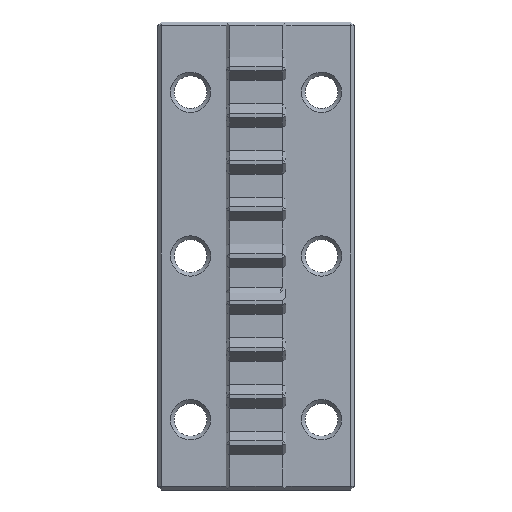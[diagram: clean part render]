
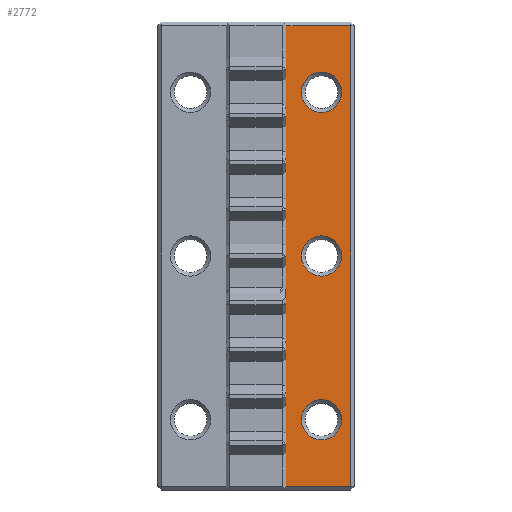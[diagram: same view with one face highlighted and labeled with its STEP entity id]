
A CAD part, top view. The second image highlights one B-rep face of the part: STEP entity #2772.
In plain terms, the highlighted planar face has unit normal (0, 0, 1).
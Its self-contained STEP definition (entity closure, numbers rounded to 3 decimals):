
#25=FACE_BOUND('',#360,.T.);
#26=FACE_BOUND('',#361,.T.);
#27=FACE_BOUND('',#362,.T.);
#38=CIRCLE('',#2955,2.15);
#39=CIRCLE('',#2957,2.15);
#40=CIRCLE('',#2958,2.15);
#192=FACE_OUTER_BOUND('',#359,.T.);
#359=EDGE_LOOP('',(#2299,#2300,#2301,#2302));
#360=EDGE_LOOP('',(#2303));
#361=EDGE_LOOP('',(#2304));
#362=EDGE_LOOP('',(#2305));
#522=LINE('',#3985,#881);
#707=LINE('',#4358,#1066);
#708=LINE('',#4360,#1067);
#709=LINE('',#4361,#1068);
#881=VECTOR('',#3180,10.);
#1066=VECTOR('',#3563,10.);
#1067=VECTOR('',#3564,10.);
#1068=VECTOR('',#3565,10.);
#1218=VERTEX_POINT('',#3982);
#1219=VERTEX_POINT('',#3984);
#1307=VERTEX_POINT('',#4353);
#1308=VERTEX_POINT('',#4357);
#1309=VERTEX_POINT('',#4359);
#1310=VERTEX_POINT('',#4362);
#1311=VERTEX_POINT('',#4364);
#1458=EDGE_CURVE('',#1219,#1218,#522,.T.);
#1644=EDGE_CURVE('',#1307,#1307,#38,.T.);
#1645=EDGE_CURVE('',#1219,#1308,#707,.T.);
#1646=EDGE_CURVE('',#1309,#1218,#708,.T.);
#1647=EDGE_CURVE('',#1308,#1309,#709,.T.);
#1648=EDGE_CURVE('',#1310,#1310,#39,.T.);
#1649=EDGE_CURVE('',#1311,#1311,#40,.T.);
#2299=ORIENTED_EDGE('',*,*,#1645,.F.);
#2300=ORIENTED_EDGE('',*,*,#1458,.T.);
#2301=ORIENTED_EDGE('',*,*,#1646,.F.);
#2302=ORIENTED_EDGE('',*,*,#1647,.F.);
#2303=ORIENTED_EDGE('',*,*,#1648,.F.);
#2304=ORIENTED_EDGE('',*,*,#1649,.F.);
#2305=ORIENTED_EDGE('',*,*,#1644,.F.);
#2622=PLANE('',#2956);
#2772=ADVANCED_FACE('',(#192,#25,#26,#27),#2622,.F.);
#2955=AXIS2_PLACEMENT_3D('',#4355,#3559,#3560);
#2956=AXIS2_PLACEMENT_3D('',#4356,#3561,#3562);
#2957=AXIS2_PLACEMENT_3D('',#4363,#3566,#3567);
#2958=AXIS2_PLACEMENT_3D('',#4365,#3568,#3569);
#3180=DIRECTION('',(0.,-1.,0.));
#3559=DIRECTION('center_axis',(0.,0.,1.));
#3560=DIRECTION('ref_axis',(-1.,0.,0.));
#3561=DIRECTION('center_axis',(0.,0.,-1.));
#3562=DIRECTION('ref_axis',(-1.,0.,0.));
#3563=DIRECTION('',(1.,0.,0.));
#3564=DIRECTION('',(-1.,0.,0.));
#3565=DIRECTION('',(0.,-1.,0.));
#3566=DIRECTION('center_axis',(0.,0.,1.));
#3567=DIRECTION('ref_axis',(-1.,0.,0.));
#3568=DIRECTION('center_axis',(0.,0.,1.));
#3569=DIRECTION('ref_axis',(-1.,0.,0.));
#3982=CARTESIAN_POINT('',(-35.8,0.4,-30.));
#3984=CARTESIAN_POINT('',(-35.8,49.6,-30.));
#3985=CARTESIAN_POINT('',(-35.8,12.5,-30.));
#4353=CARTESIAN_POINT('',(-29.85,42.5,-30.));
#4355=CARTESIAN_POINT('Origin',(-32.,42.5,-30.));
#4356=CARTESIAN_POINT('Origin',(-39.,25.,-30.));
#4357=CARTESIAN_POINT('',(-28.9,49.6,-30.));
#4358=CARTESIAN_POINT('',(-44.25,49.6,-30.));
#4359=CARTESIAN_POINT('',(-28.9,0.4,-30.));
#4360=CARTESIAN_POINT('',(-33.75,0.4,-30.));
#4361=CARTESIAN_POINT('',(-28.9,37.5,-30.));
#4362=CARTESIAN_POINT('',(-29.85,25.,-30.));
#4363=CARTESIAN_POINT('Origin',(-32.,25.,-30.));
#4364=CARTESIAN_POINT('',(-29.85,7.5,-30.));
#4365=CARTESIAN_POINT('Origin',(-32.,7.5,-30.));
